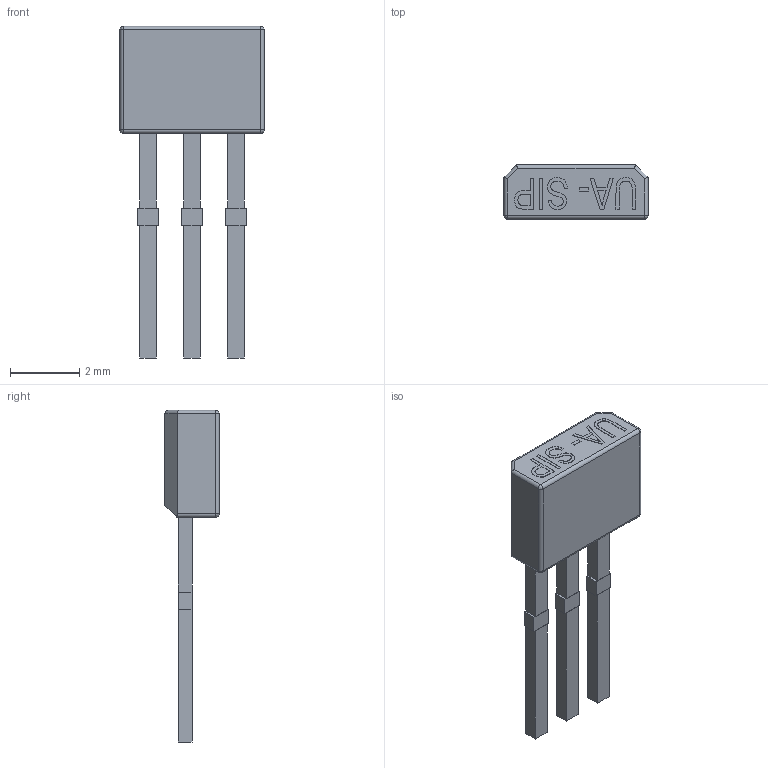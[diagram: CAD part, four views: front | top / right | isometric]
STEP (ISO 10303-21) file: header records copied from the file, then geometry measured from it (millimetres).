
FILE_DESCRIPTION (( 'STEP AP214' ), '1' );
FILE_NAME ('User Library-UA SIP model.STEP', '2013-06-06T07:43:24', ( 'Windows User' ), ( '' ), 'SwSTEP 2.0', 'SolidWorks 2013', '' );
FILE_SCHEMA (( 'AUTOMOTIVE_DESIGN' ));
Length unit declared in the file: millimetre
Products named in the file (1): User Library-UA SIP model
Bounding box: 4.17 x 1.57 x 9.61 mm (x, y, z)
Volume: 23.3 mm3; surface area: 86.1 mm2
Topology: 16 solids, 16 shells, 133 faces, 288 edges, 184 vertices
Faces by surface type: plane 103, bspline 17, cylinder 11, cone 2
Entity records: 4299 total; most frequent: CARTESIAN_POINT 1349, ORIENTED_EDGE 568, DIRECTION 500, EDGE_CURVE 284, LINE 234, VECTOR 234, VERTEX_POINT 184, EDGE_LOOP 138
